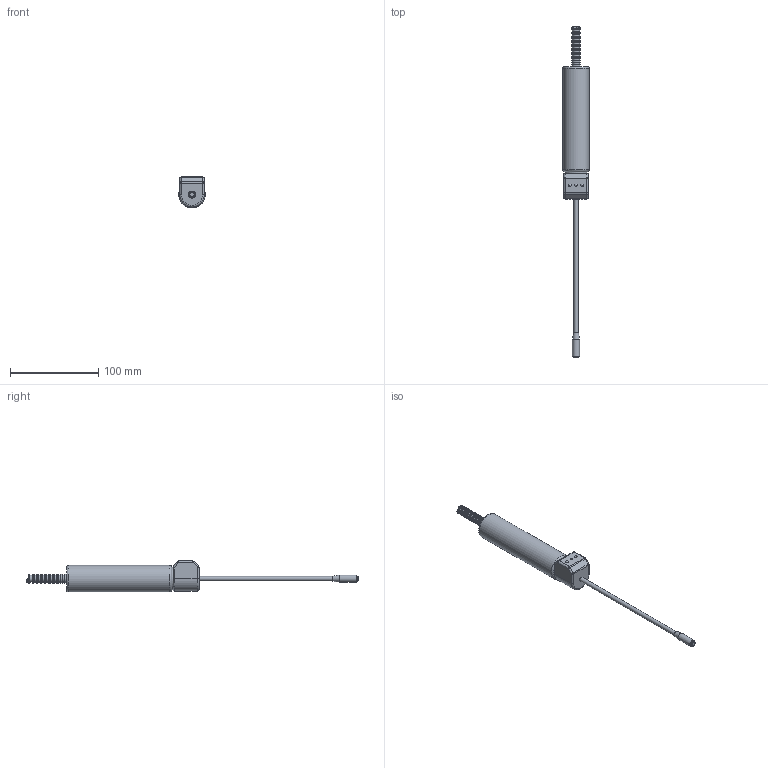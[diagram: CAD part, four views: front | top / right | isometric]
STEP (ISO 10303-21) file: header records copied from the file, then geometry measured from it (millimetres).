
FILE_DESCRIPTION((''),'2;1');
FILE_NAME('スニファー.stp','2015-07-09T13:07:17',('UJ23342'),(''),'Autodesk Inventor 2010','Autodesk Inventor 2010','');
FILE_SCHEMA(('CONFIG_CONTROL_DESIGN'));
Length unit declared in the file: millimetre
Products named in the file (1): スニファー
Bounding box: 30 x 375.9 x 36 mm (x, y, z)
Volume: 114781.3 mm3; surface area: 21770.8 mm2
Topology: 1 solids, 1 shells, 113 faces, 220 edges, 126 vertices
Faces by surface type: cylinder 41, plane 31, torus 24, sphere 9, bspline 5, cone 3
Full cylindrical faces by diameter (mm): 5 x1, 6 x1, 6.5 x1, 8 x10, 10 x10, 26 x1, 30 x1
Entity records: 2678 total; most frequent: CARTESIAN_POINT 572, DIRECTION 480, ORIENTED_EDGE 308, AXIS2_PLACEMENT_3D 224, EDGE_LOOP 187, EDGE_CURVE 154, VERTEX_POINT 117, FACE_OUTER_BOUND 113
